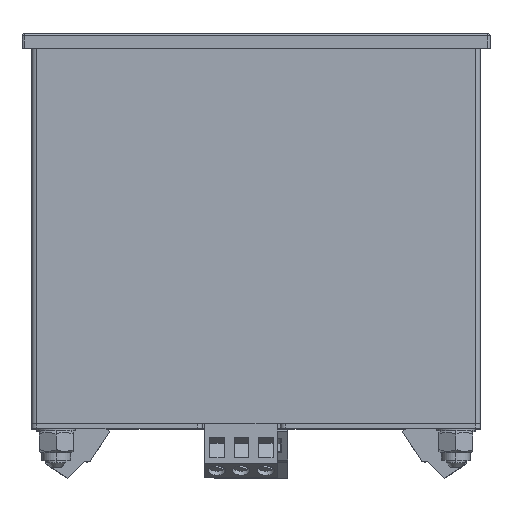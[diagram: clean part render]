
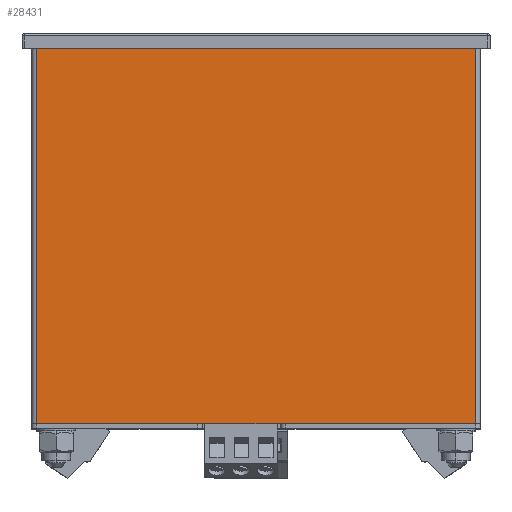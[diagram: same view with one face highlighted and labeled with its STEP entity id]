
A CAD part, top view. The second image highlights one B-rep face of the part: STEP entity #28431.
In plain terms, the highlighted planar face has unit normal (0, 0, 1).
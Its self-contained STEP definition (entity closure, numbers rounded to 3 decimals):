
#28314=CARTESIAN_POINT('',(45.,0.,46.));
#28315=VERTEX_POINT('',#28314);
#28316=CARTESIAN_POINT('',(-45.,0.,46.));
#28317=VERTEX_POINT('',#28316);
#28318=CARTESIAN_POINT('',(45.,0.,46.));
#28319=DIRECTION('',(-1.,0.,0.));
#28320=VECTOR('',#28319,90.);
#28321=LINE('',#28318,#28320);
#28322=EDGE_CURVE('',#28315,#28317,#28321,.T.);
#28401=CARTESIAN_POINT('',(46.,-77.,46.));
#28402=DIRECTION('',(0.,0.,-1.));
#28403=DIRECTION('',(-1.,0.,0.));
#28404=AXIS2_PLACEMENT_3D('',#28401,#28402,#28403);
#28405=PLANE('',#28404);
#28406=CARTESIAN_POINT('',(45.,-77.,46.));
#28407=VERTEX_POINT('',#28406);
#28408=CARTESIAN_POINT('',(-45.,-77.,46.));
#28409=VERTEX_POINT('',#28408);
#28410=CARTESIAN_POINT('',(45.,-77.,46.));
#28411=DIRECTION('',(-1.,0.,0.));
#28412=VECTOR('',#28411,90.);
#28413=LINE('',#28410,#28412);
#28414=EDGE_CURVE('',#28407,#28409,#28413,.T.);
#28415=ORIENTED_EDGE('',*,*,#28414,.F.);
#28416=CARTESIAN_POINT('',(45.,-77.,46.));
#28417=DIRECTION('',(0.,1.,0.));
#28418=VECTOR('',#28417,77.);
#28419=LINE('',#28416,#28418);
#28420=EDGE_CURVE('',#28407,#28315,#28419,.T.);
#28421=ORIENTED_EDGE('',*,*,#28420,.T.);
#28422=ORIENTED_EDGE('',*,*,#28322,.T.);
#28423=CARTESIAN_POINT('',(-45.,0.,46.));
#28424=DIRECTION('',(-0.,-1.,-0.));
#28425=VECTOR('',#28424,77.);
#28426=LINE('',#28423,#28425);
#28427=EDGE_CURVE('',#28317,#28409,#28426,.T.);
#28428=ORIENTED_EDGE('',*,*,#28427,.T.);
#28429=EDGE_LOOP('',(#28415,#28421,#28422,#28428));
#28430=FACE_BOUND('',#28429,.T.);
#28431=ADVANCED_FACE('',(#28430),#28405,.F.);
